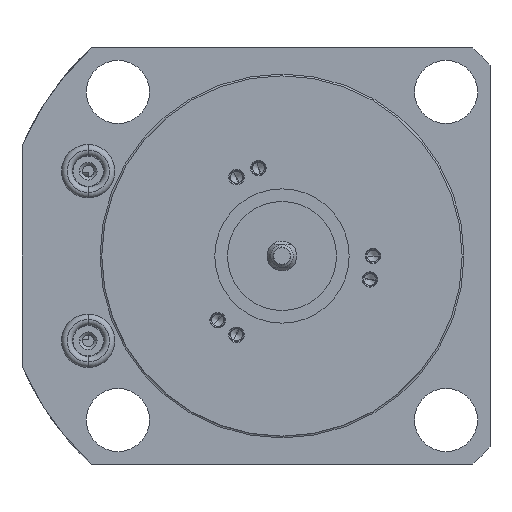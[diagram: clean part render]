
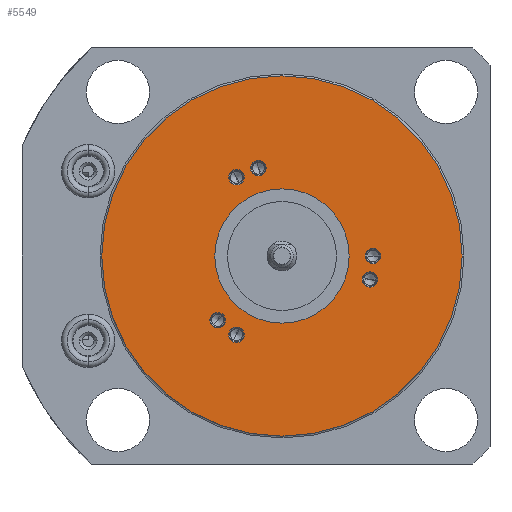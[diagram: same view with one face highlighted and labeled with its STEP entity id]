
A CAD part, front view. The second image highlights one B-rep face of the part: STEP entity #5549.
In plain terms, the highlighted planar face has unit normal (0, -1, 0).
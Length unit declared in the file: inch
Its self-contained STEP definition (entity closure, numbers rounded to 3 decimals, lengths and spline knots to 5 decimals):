
#2243=CARTESIAN_POINT('',(0.,0.,0.));
#2244=DIRECTION('',(0.,-1.,0.));
#2245=DIRECTION('',(0.,0.,1.));
#2246=AXIS2_PLACEMENT_3D('',#2243,#2244,#2245);
#2251=CARTESIAN_POINT('',(0.,0.,0.));
#2252=DIRECTION('',(0.,-1.,0.));
#2253=DIRECTION('',(0.,0.,-1.));
#2254=AXIS2_PLACEMENT_3D('',#2251,#2252,#2253);
#2275=CARTESIAN_POINT('',(0.765,0.,0.));
#2276=DIRECTION('',(0.,-1.,0.));
#2277=DIRECTION('',(-1.,0.,0.));
#2278=AXIS2_PLACEMENT_3D('',#2275,#2276,#2277);
#2283=CARTESIAN_POINT('',(0.765,0.,0.));
#2284=DIRECTION('',(0.,-1.,0.));
#2285=DIRECTION('',(1.,0.,0.));
#2286=AXIS2_PLACEMENT_3D('',#2283,#2284,#2285);
#2291=CARTESIAN_POINT('',(0.73893,0.,-0.198));
#2292=DIRECTION('',(0.,-1.,0.));
#2293=DIRECTION('',(-0.966,0.,0.259));
#2294=AXIS2_PLACEMENT_3D('',#2291,#2292,#2293);
#2299=CARTESIAN_POINT('',(0.73893,0.,-0.198));
#2300=DIRECTION('',(0.,-1.,0.));
#2301=DIRECTION('',(0.966,0.,-0.259));
#2302=AXIS2_PLACEMENT_3D('',#2299,#2300,#2301);
#2307=CARTESIAN_POINT('',(-0.3825,0.,-0.66251));
#2308=DIRECTION('',(0.,-1.,0.));
#2309=DIRECTION('',(0.5,0.,0.866));
#2310=AXIS2_PLACEMENT_3D('',#2307,#2308,#2309);
#2315=CARTESIAN_POINT('',(-0.3825,0.,-0.66251));
#2316=DIRECTION('',(0.,-1.,0.));
#2317=DIRECTION('',(-0.5,0.,-0.866));
#2318=AXIS2_PLACEMENT_3D('',#2315,#2316,#2317);
#2323=CARTESIAN_POINT('',(-0.54094,0.,-0.54094));
#2324=DIRECTION('',(0.,-1.,0.));
#2325=DIRECTION('',(0.707,0.,0.707));
#2326=AXIS2_PLACEMENT_3D('',#2323,#2324,#2325);
#2331=CARTESIAN_POINT('',(-0.54094,0.,-0.54094));
#2332=DIRECTION('',(0.,-1.,0.));
#2333=DIRECTION('',(-0.707,0.,-0.707));
#2334=AXIS2_PLACEMENT_3D('',#2331,#2332,#2333);
#2339=CARTESIAN_POINT('',(-0.3825,0.,0.66251));
#2340=DIRECTION('',(0.,-1.,0.));
#2341=DIRECTION('',(0.5,0.,-0.866));
#2342=AXIS2_PLACEMENT_3D('',#2339,#2340,#2341);
#2347=CARTESIAN_POINT('',(-0.3825,0.,0.66251));
#2348=DIRECTION('',(0.,-1.,0.));
#2349=DIRECTION('',(-0.5,0.,0.866));
#2350=AXIS2_PLACEMENT_3D('',#2347,#2348,#2349);
#2355=CARTESIAN_POINT('',(-0.198,0.,0.73893));
#2356=DIRECTION('',(0.,-1.,0.));
#2357=DIRECTION('',(0.259,0.,-0.966));
#2358=AXIS2_PLACEMENT_3D('',#2355,#2356,#2357);
#2363=CARTESIAN_POINT('',(-0.198,0.,0.73893));
#2364=DIRECTION('',(0.,-1.,0.));
#2365=DIRECTION('',(-0.259,0.,0.966));
#2366=AXIS2_PLACEMENT_3D('',#2363,#2364,#2365);
#2387=CARTESIAN_POINT('',(0.,0.,0.));
#2388=DIRECTION('',(0.,1.,0.));
#2389=DIRECTION('',(0.,0.,1.));
#2390=AXIS2_PLACEMENT_3D('',#2387,#2388,#2389);
#2395=CARTESIAN_POINT('',(0.,0.,0.));
#2396=DIRECTION('',(0.,1.,0.));
#2397=DIRECTION('',(0.,0.,-1.));
#2398=AXIS2_PLACEMENT_3D('',#2395,#2396,#2397);
#3247=CARTESIAN_POINT('',(0.,0.,1.5155));
#3248=CARTESIAN_POINT('',(0.,0.,-1.5155));
#3249=VERTEX_POINT('',#3247);
#3250=VERTEX_POINT('',#3248);
#3619=CARTESIAN_POINT('',(0.7,0.,0.));
#3620=CARTESIAN_POINT('',(0.83,0.,0.));
#3621=VERTEX_POINT('',#3619);
#3622=VERTEX_POINT('',#3620);
#3633=CARTESIAN_POINT('',(0.67615,0.,-0.18117));
#3634=VERTEX_POINT('',#3633);
#3635=CARTESIAN_POINT('',(0.80172,0.,-0.21482));
#3636=VERTEX_POINT('',#3635);
#3647=CARTESIAN_POINT('',(-0.35,0.,-0.60622));
#3648=VERTEX_POINT('',#3647);
#3649=CARTESIAN_POINT('',(-0.415,0.,-0.7188));
#3650=VERTEX_POINT('',#3649);
#3661=CARTESIAN_POINT('',(-0.49497,0.,-0.49497));
#3662=VERTEX_POINT('',#3661);
#3663=CARTESIAN_POINT('',(-0.5869,0.,-0.5869));
#3664=VERTEX_POINT('',#3663);
#3675=CARTESIAN_POINT('',(-0.35,0.,0.60622));
#3676=VERTEX_POINT('',#3675);
#3677=CARTESIAN_POINT('',(-0.415,0.,0.7188));
#3678=VERTEX_POINT('',#3677);
#3689=CARTESIAN_POINT('',(-0.18117,0.,0.67615));
#3690=VERTEX_POINT('',#3689);
#3691=CARTESIAN_POINT('',(-0.21482,0.,0.80172));
#3692=VERTEX_POINT('',#3691);
#3705=CARTESIAN_POINT('',(0.,0.,0.565));
#3706=CARTESIAN_POINT('',(0.,0.,-0.565));
#3707=VERTEX_POINT('',#3705);
#3708=VERTEX_POINT('',#3706);
#5498=CARTESIAN_POINT('',(0.,0.,0.));
#5499=DIRECTION('',(0.,1.,0.));
#5500=DIRECTION('',(0.,0.,1.));
#5501=AXIS2_PLACEMENT_3D('',#5498,#5499,#5500);
#5502=PLANE('',#5501);
#5503=ORIENTED_EDGE('',*,*,#5478,.F.);
#5504=ORIENTED_EDGE('',*,*,#5492,.F.);
#5505=EDGE_LOOP('',(#5503,#5504));
#5506=FACE_OUTER_BOUND('',#5505,.F.);
#5508=ORIENTED_EDGE('',*,*,#5507,.T.);
#5510=ORIENTED_EDGE('',*,*,#5509,.T.);
#5511=EDGE_LOOP('',(#5508,#5510));
#5512=FACE_BOUND('',#5511,.F.);
#5514=ORIENTED_EDGE('',*,*,#5513,.T.);
#5516=ORIENTED_EDGE('',*,*,#5515,.T.);
#5517=EDGE_LOOP('',(#5514,#5516));
#5518=FACE_BOUND('',#5517,.F.);
#5520=ORIENTED_EDGE('',*,*,#5519,.T.);
#5522=ORIENTED_EDGE('',*,*,#5521,.T.);
#5523=EDGE_LOOP('',(#5520,#5522));
#5524=FACE_BOUND('',#5523,.F.);
#5526=ORIENTED_EDGE('',*,*,#5525,.T.);
#5528=ORIENTED_EDGE('',*,*,#5527,.T.);
#5529=EDGE_LOOP('',(#5526,#5528));
#5530=FACE_BOUND('',#5529,.F.);
#5532=ORIENTED_EDGE('',*,*,#5531,.T.);
#5534=ORIENTED_EDGE('',*,*,#5533,.T.);
#5535=EDGE_LOOP('',(#5532,#5534));
#5536=FACE_BOUND('',#5535,.F.);
#5538=ORIENTED_EDGE('',*,*,#5537,.T.);
#5540=ORIENTED_EDGE('',*,*,#5539,.T.);
#5541=EDGE_LOOP('',(#5538,#5540));
#5542=FACE_BOUND('',#5541,.F.);
#5544=ORIENTED_EDGE('',*,*,#5543,.F.);
#5546=ORIENTED_EDGE('',*,*,#5545,.F.);
#5547=EDGE_LOOP('',(#5544,#5546));
#5548=FACE_BOUND('',#5547,.F.);
#2247=CIRCLE('',#2246,1.5155);
#2255=CIRCLE('',#2254,1.5155);
#2279=CIRCLE('',#2278,0.065);
#2287=CIRCLE('',#2286,0.065);
#2295=CIRCLE('',#2294,0.065);
#2303=CIRCLE('',#2302,0.065);
#2311=CIRCLE('',#2310,0.065);
#2319=CIRCLE('',#2318,0.065);
#2327=CIRCLE('',#2326,0.065);
#2335=CIRCLE('',#2334,0.065);
#2343=CIRCLE('',#2342,0.065);
#2351=CIRCLE('',#2350,0.065);
#2359=CIRCLE('',#2358,0.065);
#2367=CIRCLE('',#2366,0.065);
#2391=CIRCLE('',#2390,0.565);
#2399=CIRCLE('',#2398,0.565);
#5478=EDGE_CURVE('',#3249,#3250,#2247,.T.);
#5492=EDGE_CURVE('',#3250,#3249,#2255,.T.);
#5507=EDGE_CURVE('',#3621,#3622,#2279,.T.);
#5509=EDGE_CURVE('',#3622,#3621,#2287,.T.);
#5513=EDGE_CURVE('',#3634,#3636,#2295,.T.);
#5515=EDGE_CURVE('',#3636,#3634,#2303,.T.);
#5519=EDGE_CURVE('',#3648,#3650,#2311,.T.);
#5521=EDGE_CURVE('',#3650,#3648,#2319,.T.);
#5525=EDGE_CURVE('',#3662,#3664,#2327,.T.);
#5527=EDGE_CURVE('',#3664,#3662,#2335,.T.);
#5531=EDGE_CURVE('',#3676,#3678,#2343,.T.);
#5533=EDGE_CURVE('',#3678,#3676,#2351,.T.);
#5537=EDGE_CURVE('',#3690,#3692,#2359,.T.);
#5539=EDGE_CURVE('',#3692,#3690,#2367,.T.);
#5543=EDGE_CURVE('',#3707,#3708,#2391,.T.);
#5545=EDGE_CURVE('',#3708,#3707,#2399,.T.);
#5549=ADVANCED_FACE('',(#5506,#5512,#5518,#5524,#5530,#5536,#5542,#5548),#5502,
.F.);
